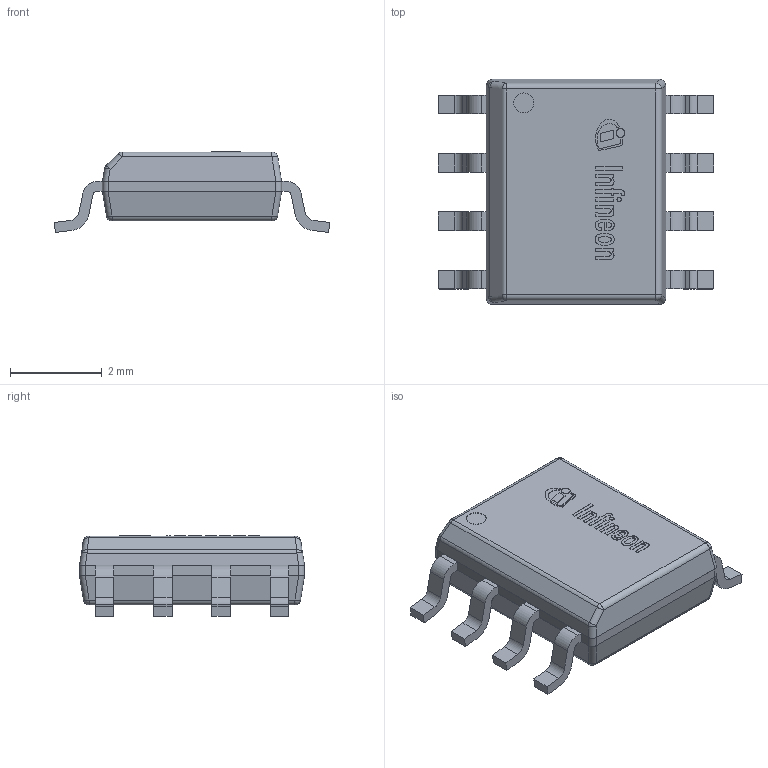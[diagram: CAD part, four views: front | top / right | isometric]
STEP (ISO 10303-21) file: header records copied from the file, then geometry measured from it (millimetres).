
FILE_DESCRIPTION(/* description */ (''),/* implementation_level */ '2;1');
FILE_NAME(/* name */ 'PG-DSO-8-93_Z8B00224688_V03_3D.stp',/* time_stamp */ '2023-06-01T15:14:54+06:00',/* author */ ('Subramani'),/* organization */ (''),/* preprocessor_version */ 'ST-DEVELOPER v16.13',/* originating_system */ 'AutoCAD Mechanical',/* authorisation */ '');
FILE_SCHEMA (('AUTOMOTIVE_DESIGN { 1 0 10303 214 3 1 1 }'));
Length unit declared in the file: millimetre
Products named in the file (1): Product
Bounding box: 6 x 4.9 x 1.76 mm (x, y, z)
Volume: 28.3 mm3; surface area: 154.6 mm2
Topology: 24 solids, 24 shells, 282 faces, 665 edges, 433 vertices
Faces by surface type: plane 192, cylinder 61, bspline 18, sphere 10, torus 1
Full cylindrical faces by diameter (mm): 0.096 x1, 0.195 x1, 0.437 x2, 1.27 x1
Entity records: 8320 total; most frequent: CARTESIAN_POINT 1821, ORIENTED_EDGE 1318, DIRECTION 1276, EDGE_CURVE 659, LINE 500, VECTOR 500, VERTEX_POINT 433, AXIS2_PLACEMENT_3D 388
